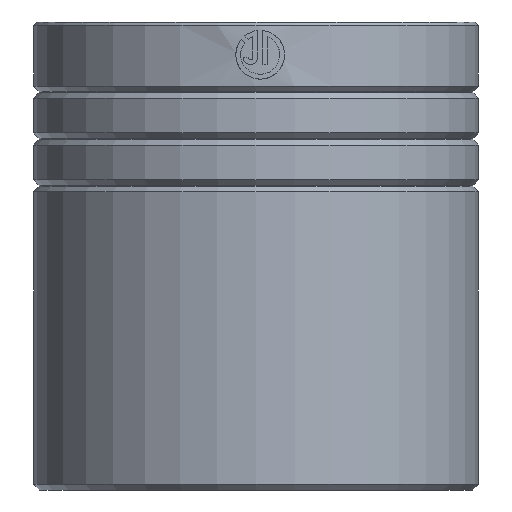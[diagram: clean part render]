
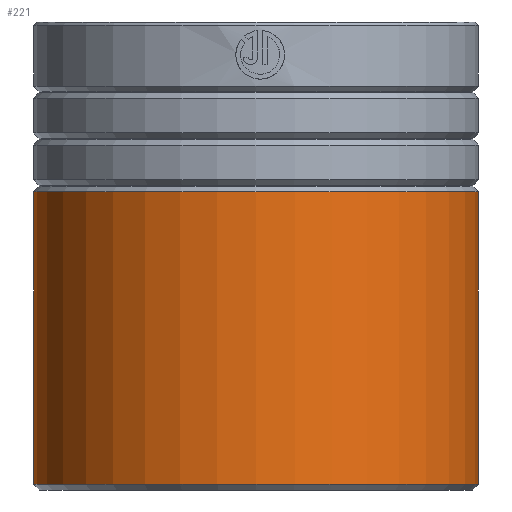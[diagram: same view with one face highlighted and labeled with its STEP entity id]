
A CAD part, front view. The second image highlights one B-rep face of the part: STEP entity #221.
In plain terms, the highlighted cylindrical face has radius 47.5 mm (diameter 95 mm), a partial arc.
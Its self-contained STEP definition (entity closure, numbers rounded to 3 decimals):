
#63 = EDGE_CURVE ( 'NONE', #790, #1930, #1797, .T. ) ;
#117 = EDGE_LOOP ( 'NONE', ( #2123, #1492, #699, #1608 ) ) ;
#146 = EDGE_CURVE ( 'NONE', #790, #351, #1854, .T. ) ;
#221 = ADVANCED_FACE ( 'NONE', ( #440 ), #2083, .T. ) ;
#231 = VECTOR ( 'NONE', #1639, 1000. ) ;
#351 = VERTEX_POINT ( 'NONE', #663 ) ;
#411 = EDGE_CURVE ( 'NONE', #515, #351, #1065, .T. ) ;
#440 = FACE_OUTER_BOUND ( 'NONE', #117, .T. ) ;
#515 = VERTEX_POINT ( 'NONE', #1257 ) ;
#526 = CARTESIAN_POINT ( 'NONE',  ( -47.5, 0., 100. ) ) ;
#663 = CARTESIAN_POINT ( 'NONE',  ( 47.5, 0., 1.2 ) ) ;
#699 = ORIENTED_EDGE ( 'NONE', *, *, #2647, .T. ) ;
#790 = VERTEX_POINT ( 'NONE', #1422 ) ;
#892 = VECTOR ( 'NONE', #1345, 1000. ) ;
#978 = AXIS2_PLACEMENT_3D ( 'NONE', #2270, #1005, #1237 ) ;
#1005 = DIRECTION ( 'NONE',  ( 0., 0., -1. ) ) ;
#1065 = CIRCLE ( 'NONE', #1975, 47.5 ) ;
#1167 = DIRECTION ( 'NONE',  ( 0., 0., -1. ) ) ;
#1237 = DIRECTION ( 'NONE',  ( -1., 0., 0. ) ) ;
#1257 = CARTESIAN_POINT ( 'NONE',  ( -47.5, 0., 1.2 ) ) ;
#1345 = DIRECTION ( 'NONE',  ( 0., 0., -1. ) ) ;
#1422 = CARTESIAN_POINT ( 'NONE',  ( 47.5, 0., 63.717 ) ) ;
#1492 = ORIENTED_EDGE ( 'NONE', *, *, #63, .T. ) ;
#1574 = DIRECTION ( 'NONE',  ( -1., 0., 0. ) ) ;
#1608 = ORIENTED_EDGE ( 'NONE', *, *, #411, .T. ) ;
#1639 = DIRECTION ( 'NONE',  ( 0., 0., -1. ) ) ;
#1686 = CARTESIAN_POINT ( 'NONE',  ( 0., 0., 1.2 ) ) ;
#1715 = DIRECTION ( 'NONE',  ( 0., 0., 1. ) ) ;
#1797 = CIRCLE ( 'NONE', #2053, 47.5 ) ;
#1839 = CARTESIAN_POINT ( 'NONE',  ( 47.5, 0., 100. ) ) ;
#1854 = LINE ( 'NONE', #1839, #231 ) ;
#1926 = CARTESIAN_POINT ( 'NONE',  ( -47.5, 0., 63.717 ) ) ;
#1930 = VERTEX_POINT ( 'NONE', #1926 ) ;
#1975 = AXIS2_PLACEMENT_3D ( 'NONE', #1686, #1715, #2309 ) ;
#2053 = AXIS2_PLACEMENT_3D ( 'NONE', #2411, #1167, #1574 ) ;
#2083 = CYLINDRICAL_SURFACE ( 'NONE', #978, 47.5 ) ;
#2123 = ORIENTED_EDGE ( 'NONE', *, *, #146, .F. ) ;
#2270 = CARTESIAN_POINT ( 'NONE',  ( 0., 0., 100. ) ) ;
#2309 = DIRECTION ( 'NONE',  ( 1., 0., 0. ) ) ;
#2382 = LINE ( 'NONE', #526, #892 ) ;
#2411 = CARTESIAN_POINT ( 'NONE',  ( 0., 0., 63.717 ) ) ;
#2647 = EDGE_CURVE ( 'NONE', #1930, #515, #2382, .T. ) ;
